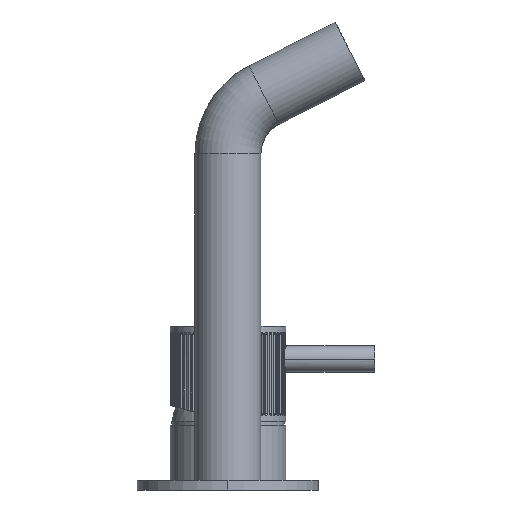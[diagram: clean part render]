
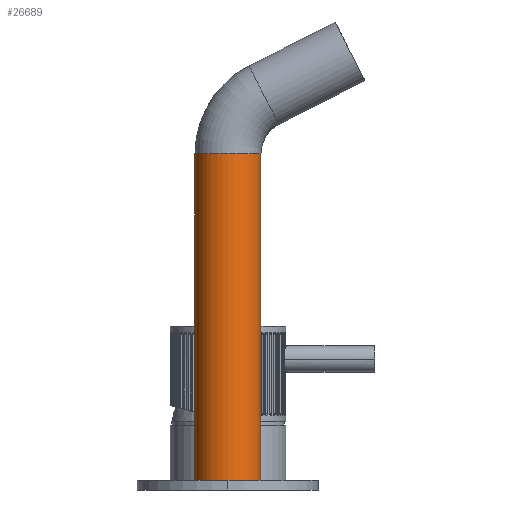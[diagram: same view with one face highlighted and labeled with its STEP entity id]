
A CAD part, left-side view. The second image highlights one B-rep face of the part: STEP entity #26689.
In plain terms, the highlighted cylindrical face has radius 10 mm (diameter 20 mm), a partial arc.
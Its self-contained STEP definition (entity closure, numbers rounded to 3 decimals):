
#1240 = DIRECTION ( 'NONE',  ( 1., 0., 0. ) ) ;
#1420 = DIRECTION ( 'NONE',  ( 0., 0., 1. ) ) ;
#3613 = EDGE_CURVE ( 'NONE', #28755, #22296, #23141, .T. ) ;
#3999 = CARTESIAN_POINT ( 'NONE',  ( 0., -10., 0. ) ) ;
#4033 = CARTESIAN_POINT ( 'NONE',  ( 0., 0., 0. ) ) ;
#4288 = EDGE_LOOP ( 'NONE', ( #21599, #14572, #19322, #12381 ) ) ;
#4571 = EDGE_CURVE ( 'NONE', #22296, #26547, #28847, .T. ) ;
#4821 = CARTESIAN_POINT ( 'NONE',  ( 0., -10., 0. ) ) ;
#5505 = AXIS2_PLACEMENT_3D ( 'NONE', #17062, #12406, #20568 ) ;
#5729 = CYLINDRICAL_SURFACE ( 'NONE', #5505, 10. ) ;
#5948 = VECTOR ( 'NONE', #9924, 1000. ) ;
#6793 = AXIS2_PLACEMENT_3D ( 'NONE', #29157, #31931, #32114 ) ;
#9924 = DIRECTION ( 'NONE',  ( 0., 0., 1. ) ) ;
#10572 = CARTESIAN_POINT ( 'NONE',  ( 0., -10., 98.892 ) ) ;
#10627 = CARTESIAN_POINT ( 'NONE',  ( 0., 10., 0. ) ) ;
#10942 = CIRCLE ( 'NONE', #6793, 10. ) ;
#12381 = ORIENTED_EDGE ( 'NONE', *, *, #35129, .F. ) ;
#12406 = DIRECTION ( 'NONE',  ( 0., 0., 1. ) ) ;
#12471 = AXIS2_PLACEMENT_3D ( 'NONE', #4033, #1420, #1240 ) ;
#14572 = ORIENTED_EDGE ( 'NONE', *, *, #3613, .T. ) ;
#14663 = DIRECTION ( 'NONE',  ( 0., 0., 1. ) ) ;
#17062 = CARTESIAN_POINT ( 'NONE',  ( 0., 0., 0. ) ) ;
#17335 = VERTEX_POINT ( 'NONE', #27818 ) ;
#19322 = ORIENTED_EDGE ( 'NONE', *, *, #4571, .T. ) ;
#20568 = DIRECTION ( 'NONE',  ( 0., -1., 0. ) ) ;
#21599 = ORIENTED_EDGE ( 'NONE', *, *, #32880, .F. ) ;
#22296 = VERTEX_POINT ( 'NONE', #4821 ) ;
#22613 = FACE_OUTER_BOUND ( 'NONE', #4288, .T. ) ;
#23141 = CIRCLE ( 'NONE', #12471, 10. ) ;
#23270 = CARTESIAN_POINT ( 'NONE',  ( 0., 10., 0. ) ) ;
#26547 = VERTEX_POINT ( 'NONE', #10572 ) ;
#26689 = ADVANCED_FACE ( 'NONE', ( #22613 ), #5729, .T. ) ;
#27818 = CARTESIAN_POINT ( 'NONE',  ( 0., 10., 98.892 ) ) ;
#28755 = VERTEX_POINT ( 'NONE', #23270 ) ;
#28847 = LINE ( 'NONE', #3999, #5948 ) ;
#29157 = CARTESIAN_POINT ( 'NONE',  ( 0., 0., 98.892 ) ) ;
#31931 = DIRECTION ( 'NONE',  ( 0., 0., 1. ) ) ;
#32114 = DIRECTION ( 'NONE',  ( 1., 0., 0. ) ) ;
#32880 = EDGE_CURVE ( 'NONE', #28755, #17335, #33244, .T. ) ;
#33244 = LINE ( 'NONE', #10627, #35272 ) ;
#35129 = EDGE_CURVE ( 'NONE', #17335, #26547, #10942, .T. ) ;
#35272 = VECTOR ( 'NONE', #14663, 1000. ) ;
